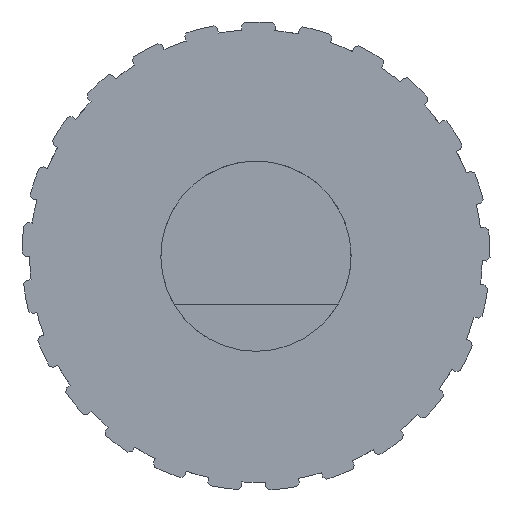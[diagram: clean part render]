
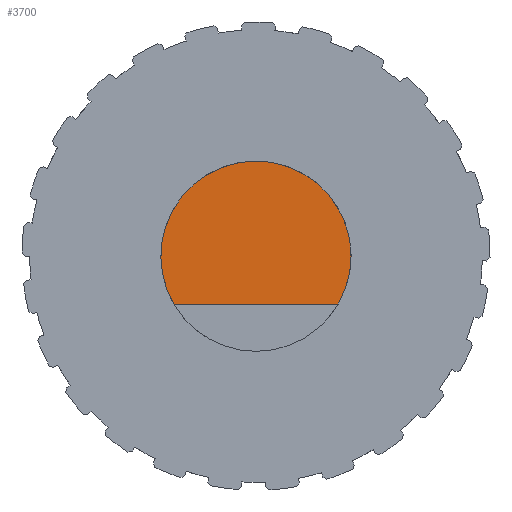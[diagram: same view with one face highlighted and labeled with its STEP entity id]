
A CAD part, front view. The second image highlights one B-rep face of the part: STEP entity #3700.
In plain terms, the highlighted planar face has unit normal (0, -1, 0).
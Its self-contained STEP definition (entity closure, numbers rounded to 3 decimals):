
#523=FACE_OUTER_BOUND('',#731,.T.);
#731=EDGE_LOOP('',(#3381,#3382));
#837=CIRCLE('',#3982,3.05);
#840=LINE('',#4776,#1096);
#1096=VECTOR('',#3994,10.);
#1352=VERTEX_POINT('',#4773);
#1353=VERTEX_POINT('',#4775);
#1710=EDGE_CURVE('',#1352,#1353,#840,.T.);
#2266=EDGE_CURVE('',#1353,#1352,#837,.T.);
#3381=ORIENTED_EDGE('',*,*,#2266,.F.);
#3382=ORIENTED_EDGE('',*,*,#1710,.F.);
#3494=PLANE('',#3981);
#3700=ADVANCED_FACE('',(#523),#3494,.F.);
#3981=AXIS2_PLACEMENT_3D('',#7488,#4759,#4760);
#3982=AXIS2_PLACEMENT_3D('',#7489,#4761,#4762);
#3994=DIRECTION('',(-1.,0.,0.));
#4759=DIRECTION('center_axis',(0.,1.,0.));
#4760=DIRECTION('ref_axis',(0.,0.,1.));
#4761=DIRECTION('center_axis',(0.,1.,0.));
#4762=DIRECTION('ref_axis',(0.861,0.,0.508));
#4773=CARTESIAN_POINT('',(2.627,9.,-1.55));
#4775=CARTESIAN_POINT('',(-2.627,9.,-1.55));
#4776=CARTESIAN_POINT('',(-1.313,9.,-1.55));
#7488=CARTESIAN_POINT('Origin',(0.,9.,0.));
#7489=CARTESIAN_POINT('Origin',(0.,9.,0.));
